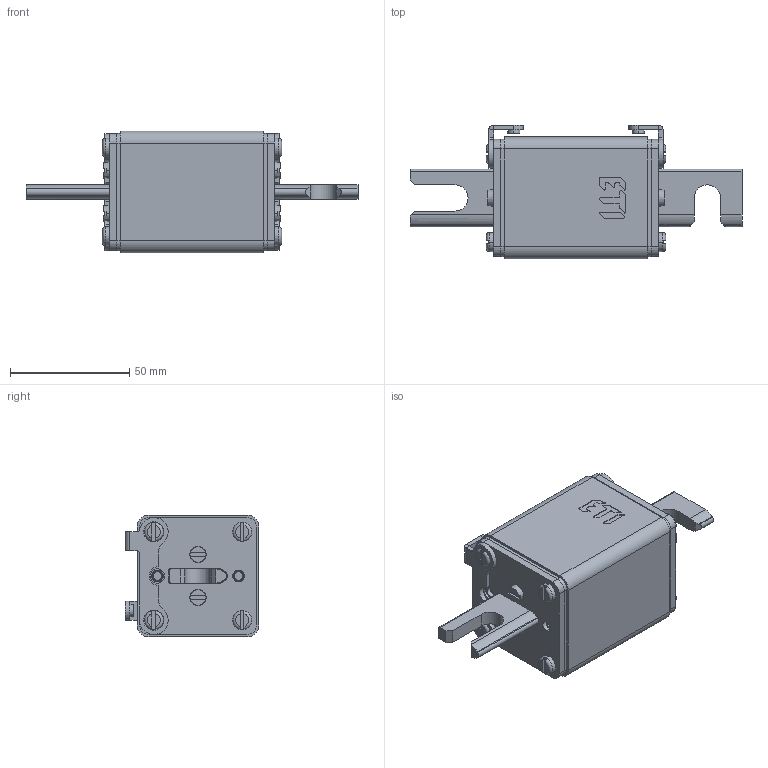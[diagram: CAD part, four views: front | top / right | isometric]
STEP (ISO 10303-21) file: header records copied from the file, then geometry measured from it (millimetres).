
FILE_DESCRIPTION((''),'2;1');
FILE_NAME('004723255_ASM','2021-12-15T',('said.beganovic'),('Audax d.o.o.'),'CREO PARAMETRIC BY PTC INC, 2017020','CREO PARAMETRIC BY PTC INC, 2017020','');
FILE_SCHEMA(('AUTOMOTIVE_DESIGN { 1 0 10303 214 1 1 1 1 }'));
Length unit declared in the file: millimetre
Products named in the file (15): 0000030085; 0000037877; 0000029902; 0000036699; 0000015247_AF0; 0000015241_AF0; 0000015250_ASM; 0000015247_AF1; 0000015244_AF0; 0000015261_ASM; 0000069692; 0000037876; 0000015360; 0000011599; 004723255_ASM
Assembly tree (30 placements, depth 3):
  004723255_ASM
    0000030085
    0000037877
    0000029902  x2
    0000036699  x2
    0000015250_ASM
      0000015247_AF0
      0000015241_AF0
    0000015261_ASM
      0000015247_AF1
      0000015244_AF0
    0000069692  x2
    0000037876  x4
    0000015360  x8
    0000011599  x4
Bounding box: 139 x 56 x 51 mm (x, y, z)
Volume: 190946.3 mm3; surface area: 54919.4 mm2
Topology: 30 solids, 50 shells, 785 faces, 1896 edges, 1200 vertices
Faces by surface type: cylinder 345, plane 276, cone 84, torus 80
Entity records: 22974 total; most frequent: CARTESIAN_POINT 2690, DIRECTION 2410, ORIENTED_EDGE 2020, PRESENTATION_STYLE_ASSIGNMENT 1473, STYLED_ITEM 1422, CURVE_STYLE 1040, EDGE_CURVE 1040, AXIS2_PLACEMENT_3D 943
